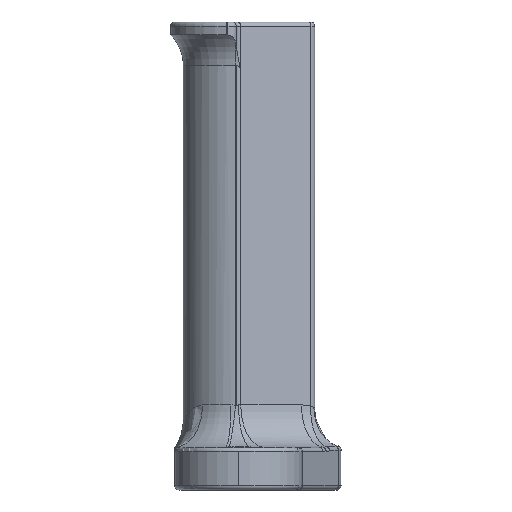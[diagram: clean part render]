
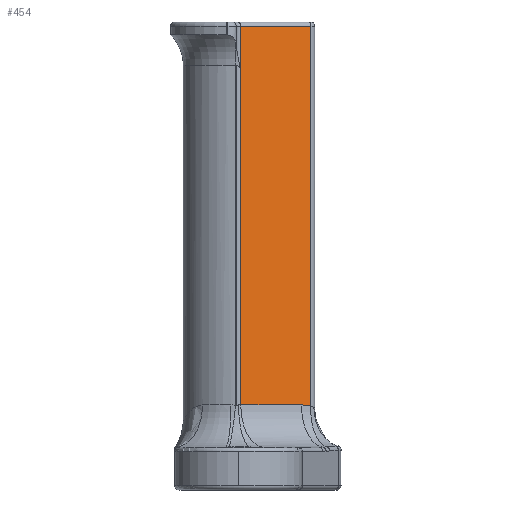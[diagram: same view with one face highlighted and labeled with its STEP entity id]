
A CAD part, left-side view. The second image highlights one B-rep face of the part: STEP entity #454.
In plain terms, the highlighted planar face has unit normal (-0.832, -0.555, 0).
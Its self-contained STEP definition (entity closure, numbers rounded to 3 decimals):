
#9 = VERTEX_POINT ( 'NONE', #406 ) ;
#10 = VERTEX_POINT ( 'NONE', #409 ) ;
#93 = VERTEX_POINT ( 'NONE', #1694 ) ;
#134 = VERTEX_POINT ( 'NONE', #1735 ) ;
#167 = B_SPLINE_CURVE_WITH_KNOTS ( 'NONE', 3,
 ( #2364, #2363, #2378, #2379 ),
 .UNSPECIFIED., .F., .F.,
 ( 4, 4 ),
 ( 0., 0.003 ),
 .UNSPECIFIED. ) ;
#175 = VERTEX_POINT ( 'NONE', #1756 ) ;
#279 = EDGE_CURVE ( 'NONE', #93, #134, #1488, .T. ) ;
#364 = EDGE_CURVE ( 'NONE', #9, #10, #1602, .T. ) ;
#378 = EDGE_CURVE ( 'NONE', #9, #93, #1617, .T. ) ;
#379 = EDGE_CURVE ( 'NONE', #134, #175, #1616, .T. ) ;
#380 = EDGE_CURVE ( 'NONE', #175, #10, #167, .T. ) ;
#406 = CARTESIAN_POINT ( 'NONE',  ( 22.836, -17.004, 109. ) ) ;
#409 = CARTESIAN_POINT ( 'NONE',  ( 22.836, -17.004, 19.886 ) ) ;
#454 = ADVANCED_FACE ( 'NONE', ( #1637 ), #2527, .F. ) ;
#682 = EDGE_LOOP ( 'NONE', ( #756, #757, #758, #759, #760 ) ) ;
#756 = ORIENTED_EDGE ( 'NONE', *, *, #364, .F. ) ;
#757 = ORIENTED_EDGE ( 'NONE', *, *, #378, .T. ) ;
#758 = ORIENTED_EDGE ( 'NONE', *, *, #279, .T. ) ;
#759 = ORIENTED_EDGE ( 'NONE', *, *, #379, .T. ) ;
#760 = ORIENTED_EDGE ( 'NONE', *, *, #380, .T. ) ;
#966 = AXIS2_PLACEMENT_3D ( 'NONE', #2525, #2530, #2531 ) ;
#1488 = LINE ( 'NONE', #1987, #1501 ) ;
#1501 = VECTOR ( 'NONE', #1986, 1000. ) ;
#1602 = LINE ( 'NONE', #2307, #1606 ) ;
#1606 = VECTOR ( 'NONE', #2303, 1000. ) ;
#1616 = LINE ( 'NONE', #2375, #1620 ) ;
#1617 = LINE ( 'NONE', #2373, #1618 ) ;
#1618 = VECTOR ( 'NONE', #2374, 1000. ) ;
#1620 = VECTOR ( 'NONE', #2376, 1000. ) ;
#1637 = FACE_OUTER_BOUND ( 'NONE', #682, .T. ) ;
#1694 = CARTESIAN_POINT ( 'NONE',  ( 11.851, -0.527, 109. ) ) ;
#1735 = CARTESIAN_POINT ( 'NONE',  ( 11.851, -0.527, 20. ) ) ;
#1756 = CARTESIAN_POINT ( 'NONE',  ( 21.346, -14.77, 20. ) ) ;
#1986 = DIRECTION ( 'NONE',  ( 0., 0., -1. ) ) ;
#1987 = CARTESIAN_POINT ( 'NONE',  ( 11.851, -0.527, 110. ) ) ;
#2303 = DIRECTION ( 'NONE',  ( 0., 0., -1. ) ) ;
#2307 = CARTESIAN_POINT ( 'NONE',  ( 22.836, -17.004, 110. ) ) ;
#2363 = CARTESIAN_POINT ( 'NONE',  ( 21.844, -15.516, 20. ) ) ;
#2364 = CARTESIAN_POINT ( 'NONE',  ( 21.346, -14.77, 20. ) ) ;
#2373 = CARTESIAN_POINT ( 'NONE',  ( 11.851, -0.527, 109. ) ) ;
#2374 = DIRECTION ( 'NONE',  ( -0.555, 0.832, 0. ) ) ;
#2375 = CARTESIAN_POINT ( 'NONE',  ( 11.851, -0.527, 20. ) ) ;
#2376 = DIRECTION ( 'NONE',  ( 0.555, -0.832, 0. ) ) ;
#2378 = CARTESIAN_POINT ( 'NONE',  ( 22.34, -16.26, 19.962 ) ) ;
#2379 = CARTESIAN_POINT ( 'NONE',  ( 22.836, -17.004, 19.886 ) ) ;
#2525 = CARTESIAN_POINT ( 'NONE',  ( 11.851, -0.527, 110. ) ) ;
#2527 = PLANE ( 'NONE',  #966 ) ;
#2530 = DIRECTION ( 'NONE',  ( 0.832, 0.555, 0. ) ) ;
#2531 = DIRECTION ( 'NONE',  ( -0.555, 0.832, 0. ) ) ;
